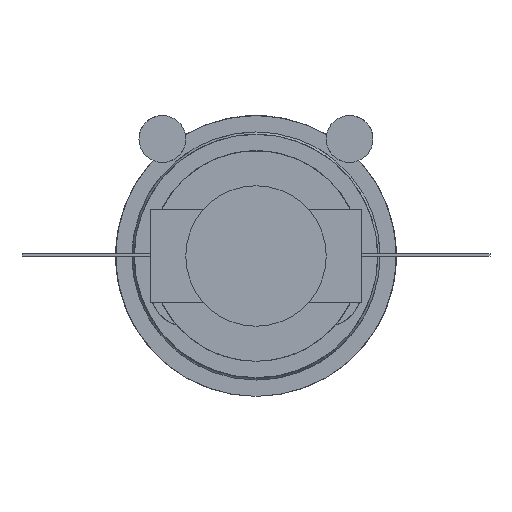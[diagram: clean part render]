
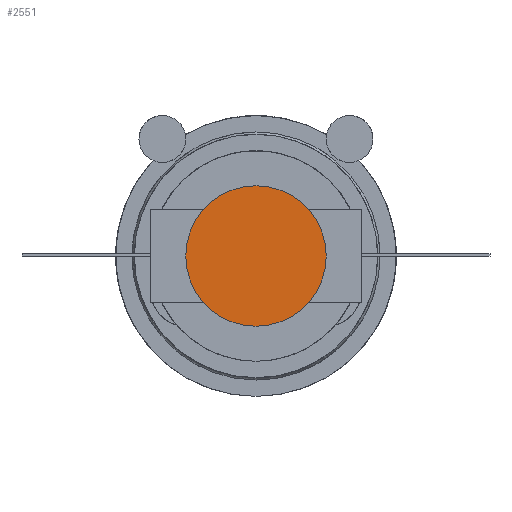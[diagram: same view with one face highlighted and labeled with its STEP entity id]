
A CAD part, left-side view. The second image highlights one B-rep face of the part: STEP entity #2551.
In plain terms, the highlighted planar face has unit normal (-1, 0, 0).
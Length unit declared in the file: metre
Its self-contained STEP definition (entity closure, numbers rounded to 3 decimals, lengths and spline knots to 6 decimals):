
#2070 = CONICAL_SURFACE('',#2071,300.,0.359);
#2071 = AXIS2_PLACEMENT_3D('',#2072,#2073,#2074);
#2072 = CARTESIAN_POINT('',(0.,0.,0.));
#2073 = DIRECTION('',(-1.,-0.,0.));
#2074 = DIRECTION('',(0.,0.,-1.));
#2446 = VERTEX_POINT('',#2447);
#2447 = CARTESIAN_POINT('',(0.,0.,-300.
    ));
#2468 = EDGE_CURVE('',#2446,#2446,#2469,.T.);
#2469 = SURFACE_CURVE('',#2470,(#2475,#2482),.PCURVE_S1.);
#2470 = CIRCLE('',#2471,300.);
#2471 = AXIS2_PLACEMENT_3D('',#2472,#2473,#2474);
#2472 = CARTESIAN_POINT('',(0.,0.,0.));
#2473 = DIRECTION('',(1.,-0.,0.));
#2474 = DIRECTION('',(0.,0.,-1.));
#2475 = PCURVE('',#2070,#2476);
#2476 = DEFINITIONAL_REPRESENTATION('',(#2477),#2481);
#2477 = LINE('',#2478,#2479);
#2478 = CARTESIAN_POINT('',(-0.,-0.));
#2479 = VECTOR('',#2480,1.);
#2480 = DIRECTION('',(-1.,-0.));
#2481 = ( GEOMETRIC_REPRESENTATION_CONTEXT(2) 
PARAMETRIC_REPRESENTATION_CONTEXT() REPRESENTATION_CONTEXT('2D SPACE',''
  ) );
#2482 = PCURVE('',#2483,#2488);
#2483 = PLANE('',#2484);
#2484 = AXIS2_PLACEMENT_3D('',#2485,#2486,#2487);
#2485 = CARTESIAN_POINT('',(0.,0.,0.));
#2486 = DIRECTION('',(1.,0.,0.));
#2487 = DIRECTION('',(0.,0.,-1.));
#2488 = DEFINITIONAL_REPRESENTATION('',(#2489),#2493);
#2489 = CIRCLE('',#2490,300.);
#2490 = AXIS2_PLACEMENT_2D('',#2491,#2492);
#2491 = CARTESIAN_POINT('',(0.,0.));
#2492 = DIRECTION('',(1.,0.));
#2493 = ( GEOMETRIC_REPRESENTATION_CONTEXT(2) 
PARAMETRIC_REPRESENTATION_CONTEXT() REPRESENTATION_CONTEXT('2D SPACE',''
  ) );
#2551 = ADVANCED_FACE('',(#2552),#2483,.F.);
#2552 = FACE_BOUND('',#2553,.T.);
#2553 = EDGE_LOOP('',(#2554));
#2554 = ORIENTED_EDGE('',*,*,#2468,.F.);
